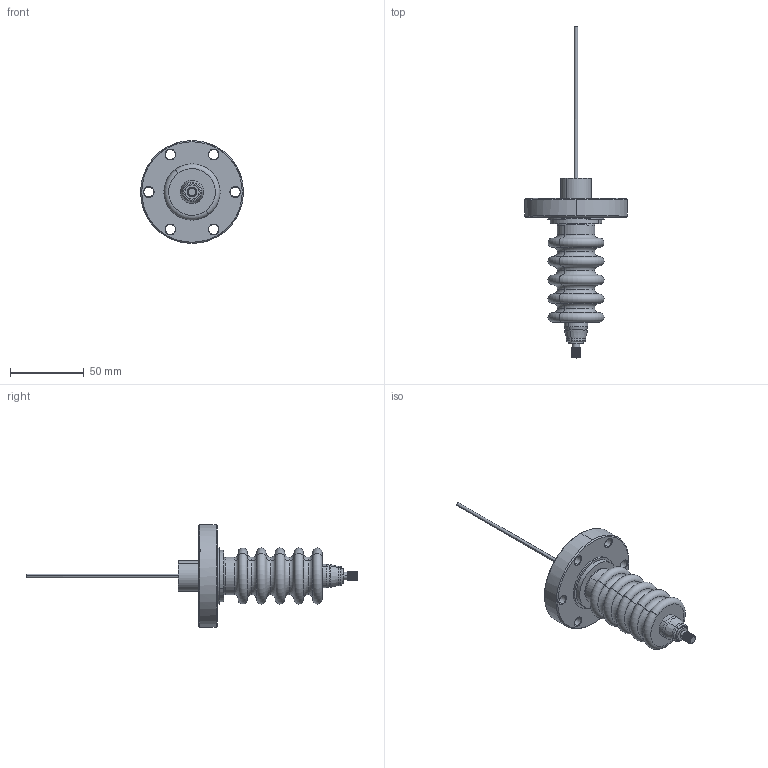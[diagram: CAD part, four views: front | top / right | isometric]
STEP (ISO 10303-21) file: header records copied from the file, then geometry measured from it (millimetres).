
FILE_DESCRIPTION (( 'STEP AP203' ), '1' );
FILE_NAME ('A0234-5-CF.STEP', '2019-11-05T20:41:57', ( '' ), ( '' ), 'SwSTEP 2.0', 'SolidWorks 2019', '' );
FILE_SCHEMA (( 'CONFIG_CONTROL_DESIGN' ));
Length unit declared in the file: inch
Products named in the file (1): A0234-5-CF
Bounding box: 69.85 x 225.43 x 69.85 mm (x, y, z)
Volume: 95565.4 mm3; surface area: 31223.2 mm2
Topology: 1 solids, 1 shells, 170 faces, 386 edges, 234 vertices
Faces by surface type: cylinder 60, cone 51, torus 30, plane 26, bspline 3
Entity records: 7785 total; most frequent: CARTESIAN_POINT 3807, DIRECTION 892, ORIENTED_EDGE 772, EDGE_CURVE 386, AXIS2_PLACEMENT_3D 384, VERTEX_POINT 234, CIRCLE 216, EDGE_LOOP 198
